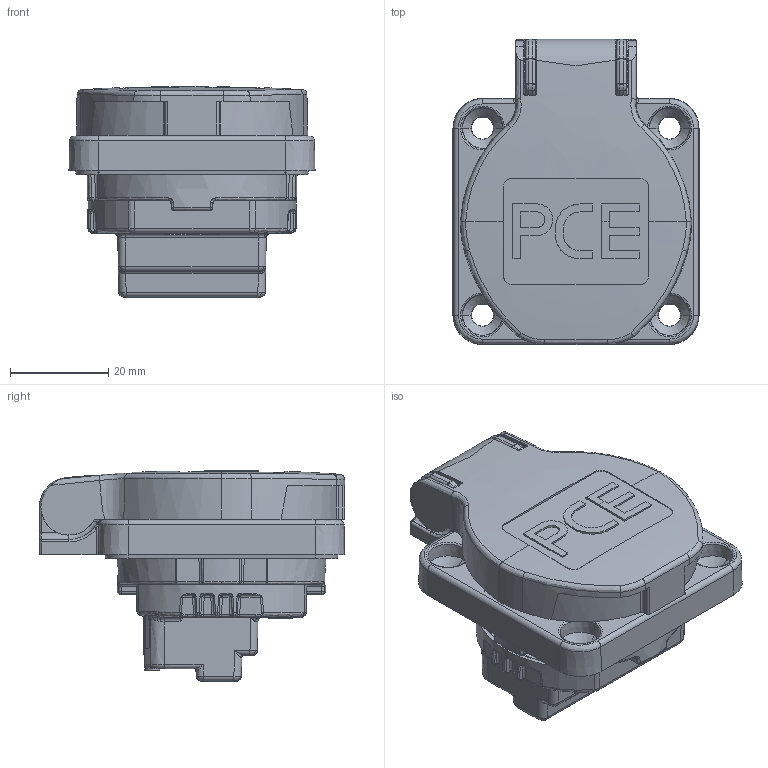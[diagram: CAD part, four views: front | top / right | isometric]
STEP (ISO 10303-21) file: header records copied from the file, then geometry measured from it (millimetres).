
FILE_DESCRIPTION (( 'STEP AP203' ), '1' );
FILE_NAME ('S-NOVA 105-0b, 105-0bs 50x50 dt rw+seitl.STEP', '2017-11-23T11:48:39', ( '' ), ( '' ), 'SwSTEP 2.0', 'SolidWorks 2016', '' );
FILE_SCHEMA (( 'CONFIG_CONTROL_DESIGN' ));
Length unit declared in the file: millimetre
Products named in the file (1): S-NOVA 105-0b, 105-0bs 50x50 dt rw+seitl
Bounding box: 50 x 62 x 42.7 mm (x, y, z)
Volume: 61721.5 mm3; surface area: 14692.4 mm2
Topology: 1 solids, 1 shells, 1261 faces, 3224 edges, 1934 vertices
Faces by surface type: bspline 529, plane 327, cylinder 326, cone 79
Entity records: 52067 total; most frequent: CARTESIAN_POINT 25744, ORIENTED_EDGE 6332, DIRECTION 4391, EDGE_CURVE 3166, VERTEX_POINT 1934, AXIS2_PLACEMENT_3D 1610, EDGE_LOOP 1304, ADVANCED_FACE 1261
